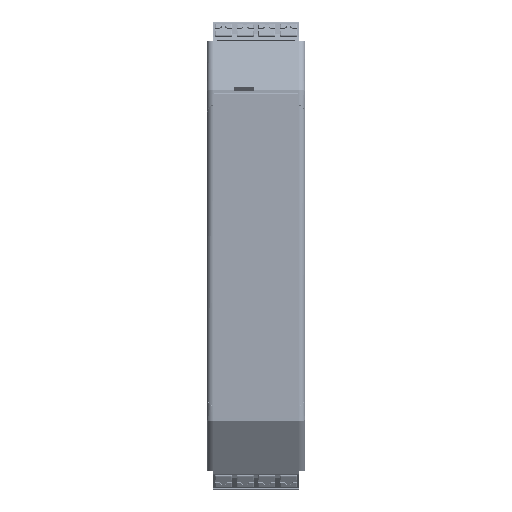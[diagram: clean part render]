
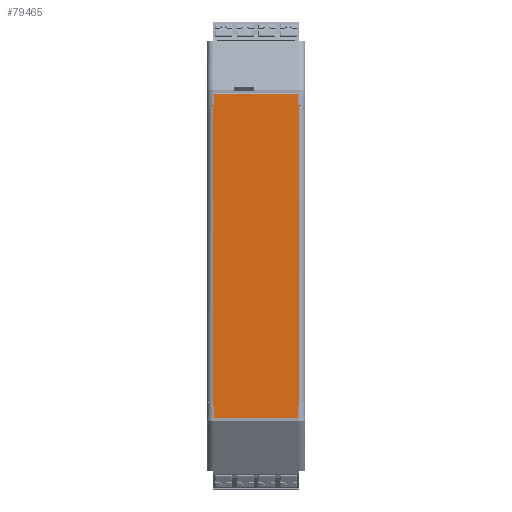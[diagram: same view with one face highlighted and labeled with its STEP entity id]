
A CAD part, top view. The second image highlights one B-rep face of the part: STEP entity #79465.
In plain terms, the highlighted face is planar.
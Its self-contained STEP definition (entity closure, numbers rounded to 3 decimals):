
#5231=VERTEX_POINT('',#112675);
#5232=VERTEX_POINT('',#112677);
#5250=VERTEX_POINT('',#112718);
#5256=VERTEX_POINT('',#112730);
#5263=VERTEX_POINT('',#112759);
#5265=VERTEX_POINT('',#112765);
#5271=VERTEX_POINT('',#112780);
#5272=VERTEX_POINT('',#112781);
#5273=VERTEX_POINT('',#112783);
#5274=VERTEX_POINT('',#112785);
#5275=VERTEX_POINT('',#112787);
#5276=VERTEX_POINT('',#112789);
#13715=VECTOR('',#92301,1.);
#13734=VECTOR('',#92337,1.);
#13745=VECTOR('',#92365,1.);
#13747=VECTOR('',#92371,1.);
#13752=VECTOR('',#92382,1.);
#13753=VECTOR('',#92383,1.);
#13754=VECTOR('',#92384,1.);
#13755=VECTOR('',#92385,1.);
#13756=VECTOR('',#92386,1.);
#13757=VECTOR('',#92387,1.);
#13758=VECTOR('',#92388,1.);
#13759=VECTOR('',#92389,1.);
#24051=LINE('',#112676,#13715);
#24070=LINE('',#112731,#13734);
#24081=LINE('',#112758,#13745);
#24083=LINE('',#112764,#13747);
#24088=LINE('',#112779,#13752);
#24089=LINE('',#112782,#13753);
#24090=LINE('',#112784,#13754);
#24091=LINE('',#112786,#13755);
#24092=LINE('',#112788,#13756);
#24093=LINE('',#112790,#13757);
#24094=LINE('',#112791,#13758);
#24095=LINE('',#112792,#13759);
#34597=EDGE_CURVE('',#5232,#5231,#24051,.T.);
#34622=EDGE_CURVE('',#5256,#5250,#24070,.T.);
#34636=EDGE_CURVE('',#5263,#5250,#24081,.T.);
#34639=EDGE_CURVE('',#5265,#5232,#24083,.T.);
#34646=EDGE_CURVE('',#5271,#5272,#24088,.T.);
#34647=EDGE_CURVE('',#5273,#5272,#24089,.T.);
#34648=EDGE_CURVE('',#5273,#5274,#24090,.T.);
#34649=EDGE_CURVE('',#5275,#5274,#24091,.T.);
#34650=EDGE_CURVE('',#5275,#5276,#24092,.T.);
#34651=EDGE_CURVE('',#5263,#5276,#24093,.T.);
#34652=EDGE_CURVE('',#5256,#5265,#24094,.T.);
#34653=EDGE_CURVE('',#5231,#5271,#24095,.T.);
#48934=ORIENTED_EDGE('',*,*,#34646,.T.);
#48935=ORIENTED_EDGE('',*,*,#34647,.F.);
#48936=ORIENTED_EDGE('',*,*,#34648,.T.);
#48937=ORIENTED_EDGE('',*,*,#34649,.F.);
#48938=ORIENTED_EDGE('',*,*,#34650,.T.);
#48939=ORIENTED_EDGE('',*,*,#34651,.F.);
#48940=ORIENTED_EDGE('',*,*,#34636,.T.);
#48941=ORIENTED_EDGE('',*,*,#34622,.F.);
#48942=ORIENTED_EDGE('',*,*,#34652,.T.);
#48943=ORIENTED_EDGE('',*,*,#34639,.T.);
#48944=ORIENTED_EDGE('',*,*,#34597,.T.);
#48945=ORIENTED_EDGE('',*,*,#34653,.T.);
#69927=EDGE_LOOP('',(#48934,#48935,#48936,#48937,#48938,#48939,#48940,#48941,
#48942,#48943,#48944,#48945));
#74707=FACE_BOUND('',#69927,.T.);
#79465=ADVANCED_FACE('',(#74707),#134585,.T.);
#84130=AXIS2_PLACEMENT_3D('',#112778,#92381,$);
#92301=DIRECTION('',(0.,0.,-1.));
#92337=DIRECTION('',(-1.,0.,0.));
#92365=DIRECTION('',(0.,0.,1.));
#92371=DIRECTION('',(1.,0.,0.));
#92381=DIRECTION('',(0.,1.,0.));
#92382=DIRECTION('',(0.,0.,-1.));
#92383=DIRECTION('',(1.,0.,0.));
#92384=DIRECTION('',(0.,0.,-1.));
#92385=DIRECTION('',(1.,0.,0.));
#92386=DIRECTION('',(0.,0.,1.));
#92387=DIRECTION('',(1.,0.,0.));
#92388=DIRECTION('',(0.,0.,1.));
#92389=DIRECTION('',(1.,0.,0.));
#112675=CARTESIAN_POINT('',(34.6,114.5,7.15));
#112676=CARTESIAN_POINT('',(34.6,114.5,7.3));
#112677=CARTESIAN_POINT('',(34.6,114.5,7.3));
#112718=CARTESIAN_POINT('',(-37.2,114.5,7.15));
#112730=CARTESIAN_POINT('',(-34.6,114.5,7.15));
#112731=CARTESIAN_POINT('',(-34.6,114.5,7.15));
#112758=CARTESIAN_POINT('',(-37.2,114.5,-12.15));
#112759=CARTESIAN_POINT('',(-37.2,114.5,-12.15));
#112764=CARTESIAN_POINT('',(-34.6,114.5,7.3));
#112765=CARTESIAN_POINT('',(-34.6,114.5,7.3));
#112778=CARTESIAN_POINT('',(-37.2,114.5,-10.772));
#112779=CARTESIAN_POINT('',(37.5,114.5,7.15));
#112780=CARTESIAN_POINT('',(37.5,114.5,7.15));
#112781=CARTESIAN_POINT('',(37.5,114.5,-12.15));
#112782=CARTESIAN_POINT('',(34.6,114.5,-12.15));
#112783=CARTESIAN_POINT('',(34.6,114.5,-12.15));
#112784=CARTESIAN_POINT('',(34.6,114.5,-12.15));
#112785=CARTESIAN_POINT('',(34.6,114.5,-12.3));
#112786=CARTESIAN_POINT('',(-34.6,114.5,-12.3));
#112787=CARTESIAN_POINT('',(-34.6,114.5,-12.3));
#112788=CARTESIAN_POINT('',(-34.6,114.5,-12.3));
#112789=CARTESIAN_POINT('',(-34.6,114.5,-12.15));
#112790=CARTESIAN_POINT('',(-37.2,114.5,-12.15));
#112791=CARTESIAN_POINT('',(-34.6,114.5,7.15));
#112792=CARTESIAN_POINT('',(34.6,114.5,7.15));
#134585=PLANE('',#84130);
